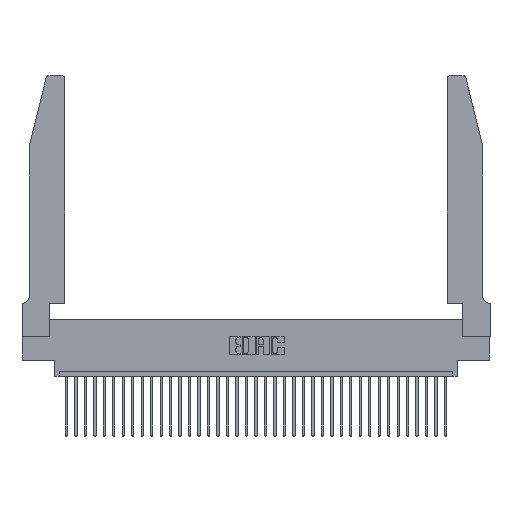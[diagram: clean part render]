
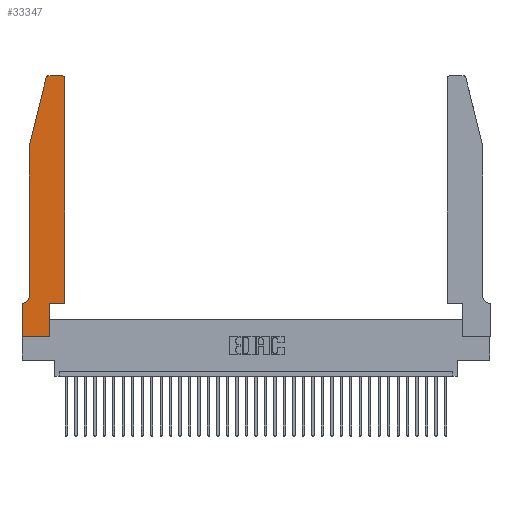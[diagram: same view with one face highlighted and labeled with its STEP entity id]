
A CAD part, top view. The second image highlights one B-rep face of the part: STEP entity #33347.
In plain terms, the highlighted planar face has unit normal (0, 0, 1).
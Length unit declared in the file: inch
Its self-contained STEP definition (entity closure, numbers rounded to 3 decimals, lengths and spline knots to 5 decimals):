
#42 = VERTEX_POINT ( 'NONE', #27832 ) ;
#396 = CARTESIAN_POINT ( 'NONE',  ( 0., 0., 0.37 ) ) ;
#1223 = EDGE_CURVE ( 'NONE', #12789, #3235, #15653, .T. ) ;
#1229 = CARTESIAN_POINT ( 'NONE',  ( 0.4505, 0.35, 0.37 ) ) ;
#1419 = VERTEX_POINT ( 'NONE', #27775 ) ;
#1781 = VERTEX_POINT ( 'NONE', #12699 ) ;
#2185 = LINE ( 'NONE', #32743, #17371 ) ;
#2411 = EDGE_CURVE ( 'NONE', #42, #27343, #15035, .T. ) ;
#2997 = DIRECTION ( 'NONE',  ( 0., 0., 1. ) ) ;
#3121 = LINE ( 'NONE', #8796, #23071 ) ;
#3132 = CARTESIAN_POINT ( 'NONE',  ( 0.4205, 2.75, 0.37 ) ) ;
#3235 = VERTEX_POINT ( 'NONE', #6033 ) ;
#3798 = LINE ( 'NONE', #14592, #19402 ) ;
#3972 = LINE ( 'NONE', #30365, #23917 ) ;
#4880 = ORIENTED_EDGE ( 'NONE', *, *, #11938, .T. ) ;
#4942 = DIRECTION ( 'NONE',  ( 0., 1., 0. ) ) ;
#5417 = DIRECTION ( 'NONE',  ( 0., -1., 0. ) ) ;
#5807 = CARTESIAN_POINT ( 'NONE',  ( 0., 0.35, 0.37 ) ) ;
#5814 = CARTESIAN_POINT ( 'NONE',  ( 0.25487, 2.72718, 0.37 ) ) ;
#6033 = CARTESIAN_POINT ( 'NONE',  ( 0.284, 2.75, 0.37 ) ) ;
#7130 = CIRCLE ( 'NONE', #10650, 0.03 ) ;
#7162 = CARTESIAN_POINT ( 'NONE',  ( 0.284, 2.72, 0.37 ) ) ;
#7546 = EDGE_CURVE ( 'NONE', #35616, #12120, #3798, .T. ) ;
#7688 = CARTESIAN_POINT ( 'NONE',  ( 0.4205, 2.72, 0.37 ) ) ;
#7915 = VERTEX_POINT ( 'NONE', #13718 ) ;
#8346 = ORIENTED_EDGE ( 'NONE', *, *, #7546, .T. ) ;
#8469 = EDGE_CURVE ( 'NONE', #12765, #42, #13468, .T. ) ;
#8796 = CARTESIAN_POINT ( 'NONE',  ( 0.2865, 0.35, 0.37 ) ) ;
#9248 = ORIENTED_EDGE ( 'NONE', *, *, #24441, .T. ) ;
#9816 = CARTESIAN_POINT ( 'NONE',  ( 0.0755, 2., 0.37 ) ) ;
#10308 = EDGE_CURVE ( 'NONE', #13726, #35075, #11377, .T. ) ;
#10374 = CARTESIAN_POINT ( 'NONE',  ( 0.4505, 0.35, 0.37 ) ) ;
#10454 = CARTESIAN_POINT ( 'NONE',  ( 0.2605, 2.75, 0.37 ) ) ;
#10521 = EDGE_CURVE ( 'NONE', #1419, #13726, #3972, .T. ) ;
#10650 = AXIS2_PLACEMENT_3D ( 'NONE', #7688, #27450, #30245 ) ;
#11025 = VECTOR ( 'NONE', #4942, 39.37008 ) ;
#11233 = AXIS2_PLACEMENT_3D ( 'NONE', #5807, #2997, #27944 ) ;
#11377 = LINE ( 'NONE', #15069, #35190 ) ;
#11938 = EDGE_CURVE ( 'NONE', #7915, #1419, #2185, .T. ) ;
#12120 = VERTEX_POINT ( 'NONE', #1229 ) ;
#12500 = ORIENTED_EDGE ( 'NONE', *, *, #8469, .T. ) ;
#12699 = CARTESIAN_POINT ( 'NONE',  ( 0.4505, 2.72, 0.37 ) ) ;
#12765 = VERTEX_POINT ( 'NONE', #5814 ) ;
#12789 = VERTEX_POINT ( 'NONE', #3132 ) ;
#13468 = LINE ( 'NONE', #9816, #30803 ) ;
#13718 = CARTESIAN_POINT ( 'NONE',  ( 0.0055, 0.35, 0.37 ) ) ;
#13726 = VERTEX_POINT ( 'NONE', #396 ) ;
#14592 = CARTESIAN_POINT ( 'NONE',  ( 0.4505, 0.35, 0.37 ) ) ;
#15035 = LINE ( 'NONE', #32875, #31927 ) ;
#15069 = CARTESIAN_POINT ( 'NONE',  ( 0., 0., 0.37 ) ) ;
#15102 = EDGE_CURVE ( 'NONE', #12120, #1781, #22315, .T. ) ;
#15162 = DIRECTION ( 'NONE',  ( 0., 0., 1. ) ) ;
#15653 = LINE ( 'NONE', #10454, #21298 ) ;
#15883 = CARTESIAN_POINT ( 'NONE',  ( 0.0055, 0.42, 0.37 ) ) ;
#16149 = DIRECTION ( 'NONE',  ( -1., 0., 0. ) ) ;
#17208 = EDGE_CURVE ( 'NONE', #35075, #35616, #3121, .T. ) ;
#17371 = VECTOR ( 'NONE', #35512, 39.37008 ) ;
#17453 = CIRCLE ( 'NONE', #27204, 0.07 ) ;
#17555 = CIRCLE ( 'NONE', #17673, 0.03 ) ;
#17673 = AXIS2_PLACEMENT_3D ( 'NONE', #7162, #15162, #34525 ) ;
#18567 = ORIENTED_EDGE ( 'NONE', *, *, #10521, .T. ) ;
#19354 = ORIENTED_EDGE ( 'NONE', *, *, #1223, .T. ) ;
#19402 = VECTOR ( 'NONE', #31190, 39.37008 ) ;
#19719 = PLANE ( 'NONE',  #11233 ) ;
#19732 = CARTESIAN_POINT ( 'NONE',  ( 0.0755, 0.42, 0.37 ) ) ;
#19872 = ORIENTED_EDGE ( 'NONE', *, *, #20756, .T. ) ;
#19908 = ORIENTED_EDGE ( 'NONE', *, *, #23423, .T. ) ;
#20038 = ORIENTED_EDGE ( 'NONE', *, *, #17208, .T. ) ;
#20275 = ORIENTED_EDGE ( 'NONE', *, *, #10308, .T. ) ;
#20756 = EDGE_CURVE ( 'NONE', #1781, #12789, #7130, .T. ) ;
#21298 = VECTOR ( 'NONE', #16149, 39.37008 ) ;
#22012 = DIRECTION ( 'NONE',  ( 0., -1., 0. ) ) ;
#22315 = LINE ( 'NONE', #10374, #11025 ) ;
#23071 = VECTOR ( 'NONE', #24124, 39.37008 ) ;
#23423 = EDGE_CURVE ( 'NONE', #3235, #12765, #17555, .T. ) ;
#23524 = DIRECTION ( 'NONE',  ( -0.239, -0.971, 0. ) ) ;
#23917 = VECTOR ( 'NONE', #5417, 39.37008 ) ;
#24124 = DIRECTION ( 'NONE',  ( 0., 1., 0. ) ) ;
#24441 = EDGE_CURVE ( 'NONE', #27343, #7915, #17453, .T. ) ;
#26491 = CARTESIAN_POINT ( 'NONE',  ( 0.2865, 0., 0.37 ) ) ;
#27204 = AXIS2_PLACEMENT_3D ( 'NONE', #15883, #27286, #35263 ) ;
#27286 = DIRECTION ( 'NONE',  ( 0., 0., -1. ) ) ;
#27343 = VERTEX_POINT ( 'NONE', #19732 ) ;
#27450 = DIRECTION ( 'NONE',  ( 0., 0., 1. ) ) ;
#27775 = CARTESIAN_POINT ( 'NONE',  ( 0., 0.35, 0.37 ) ) ;
#27832 = CARTESIAN_POINT ( 'NONE',  ( 0.0755, 2., 0.37 ) ) ;
#27944 = DIRECTION ( 'NONE',  ( 1., 0., 0. ) ) ;
#28903 = ORIENTED_EDGE ( 'NONE', *, *, #15102, .T. ) ;
#30245 = DIRECTION ( 'NONE',  ( 1., 0., 0. ) ) ;
#30365 = CARTESIAN_POINT ( 'NONE',  ( 0., 0., 0.37 ) ) ;
#30803 = VECTOR ( 'NONE', #23524, 39.37008 ) ;
#31039 = EDGE_LOOP ( 'NONE', ( #19354, #19908, #12500, #35478, #9248, #4880, #18567, #20275, #20038, #8346, #28903, #19872 ) ) ;
#31190 = DIRECTION ( 'NONE',  ( 1., 0., 0. ) ) ;
#31927 = VECTOR ( 'NONE', #22012, 39.37008 ) ;
#32382 = CARTESIAN_POINT ( 'NONE',  ( 0.2865, 0.35, 0.37 ) ) ;
#32743 = CARTESIAN_POINT ( 'NONE',  ( 0.0755, 0.35, 0.37 ) ) ;
#32875 = CARTESIAN_POINT ( 'NONE',  ( 0.0755, 2., 0.37 ) ) ;
#33347 = ADVANCED_FACE ( 'NONE', ( #34729 ), #19719, .T. ) ;
#34313 = DIRECTION ( 'NONE',  ( 1., 0., 0. ) ) ;
#34525 = DIRECTION ( 'NONE',  ( 1., 0., 0. ) ) ;
#34729 = FACE_OUTER_BOUND ( 'NONE', #31039, .T. ) ;
#35075 = VERTEX_POINT ( 'NONE', #26491 ) ;
#35190 = VECTOR ( 'NONE', #34313, 39.37008 ) ;
#35263 = DIRECTION ( 'NONE',  ( -1., 0., 0. ) ) ;
#35478 = ORIENTED_EDGE ( 'NONE', *, *, #2411, .T. ) ;
#35512 = DIRECTION ( 'NONE',  ( -1., 0., 0. ) ) ;
#35616 = VERTEX_POINT ( 'NONE', #32382 ) ;
